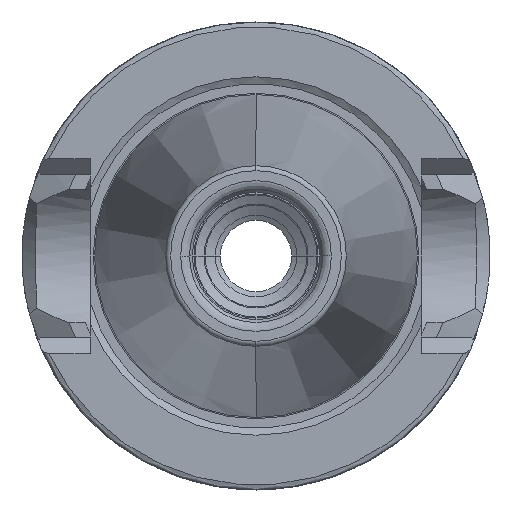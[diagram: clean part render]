
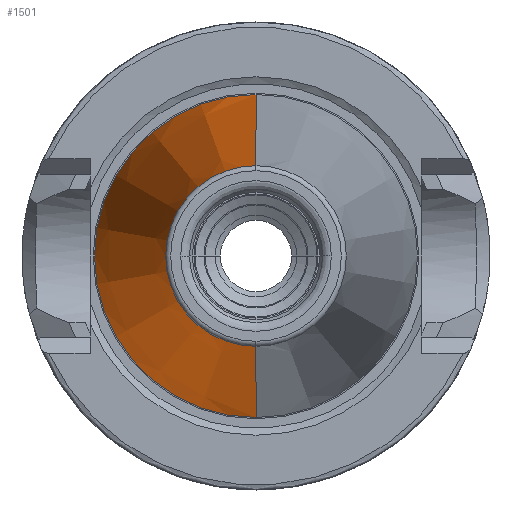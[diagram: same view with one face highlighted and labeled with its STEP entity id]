
A CAD part, left-side view. The second image highlights one B-rep face of the part: STEP entity #1501.
In plain terms, the highlighted conical face has half-angle 8.297 degrees and reference radius 12.377 mm.
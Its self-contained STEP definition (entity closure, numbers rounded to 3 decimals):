
#2=CARTESIAN_POINT('',(0.,0.,0.));
#3=DIRECTION('',(1.,0.,0.));
#4=DIRECTION('',(0.,0.,-1.));
#5=AXIS2_PLACEMENT_3D('',#2,#3,#4);
#7=CARTESIAN_POINT('',(-47.972,0.,0.));
#8=DIRECTION('',(-1.,0.,0.));
#9=DIRECTION('',(0.,0.,1.));
#10=AXIS2_PLACEMENT_3D('',#7,#8,#9);
#25=DIRECTION('',(-0.99,0.,0.144));
#26=VECTOR('',#25,48.48);
#27=CARTESIAN_POINT('',(0.,0.,
-15.875));
#28=LINE('',#27,#26);
#34=DIRECTION('',(-0.99,0.,-0.144));
#35=VECTOR('',#34,48.48);
#36=CARTESIAN_POINT('',(0.,0.,
15.875));
#37=LINE('',#36,#35);
#1252=CARTESIAN_POINT('',(-47.972,0.,8.879));
#1253=CARTESIAN_POINT('',(-47.972,0.,-8.879));
#1254=VERTEX_POINT('',#1252);
#1255=VERTEX_POINT('',#1253);
#1256=CARTESIAN_POINT('',(0.,0.,15.875));
#1257=CARTESIAN_POINT('',(0.,0.,-15.875));
#1258=VERTEX_POINT('',#1256);
#1259=VERTEX_POINT('',#1257);
#1486=CARTESIAN_POINT('',(-23.986,0.,0.));
#1487=DIRECTION('',(1.,0.,0.));
#1488=DIRECTION('',(0.,0.,1.));
#1489=AXIS2_PLACEMENT_3D('',#1486,#1487,#1488);
#1490=CONICAL_SURFACE('',#1489,12.377,8.297);
#1492=ORIENTED_EDGE('',*,*,#1491,.T.);
#1494=ORIENTED_EDGE('',*,*,#1493,.T.);
#1496=ORIENTED_EDGE('',*,*,#1495,.T.);
#1498=ORIENTED_EDGE('',*,*,#1497,.F.);
#1499=EDGE_LOOP('',(#1492,#1494,#1496,#1498));
#1500=FACE_OUTER_BOUND('',#1499,.F.);
#1501=ADVANCED_FACE('',(#1500),#1490,.T.);
#6=CIRCLE('',#5,15.875);
#11=CIRCLE('',#10,8.879);
#1491=EDGE_CURVE('',#1259,#1258,#6,.T.);
#1493=EDGE_CURVE('',#1258,#1254,#37,.T.);
#1495=EDGE_CURVE('',#1254,#1255,#11,.T.);
#1497=EDGE_CURVE('',#1259,#1255,#28,.T.);
